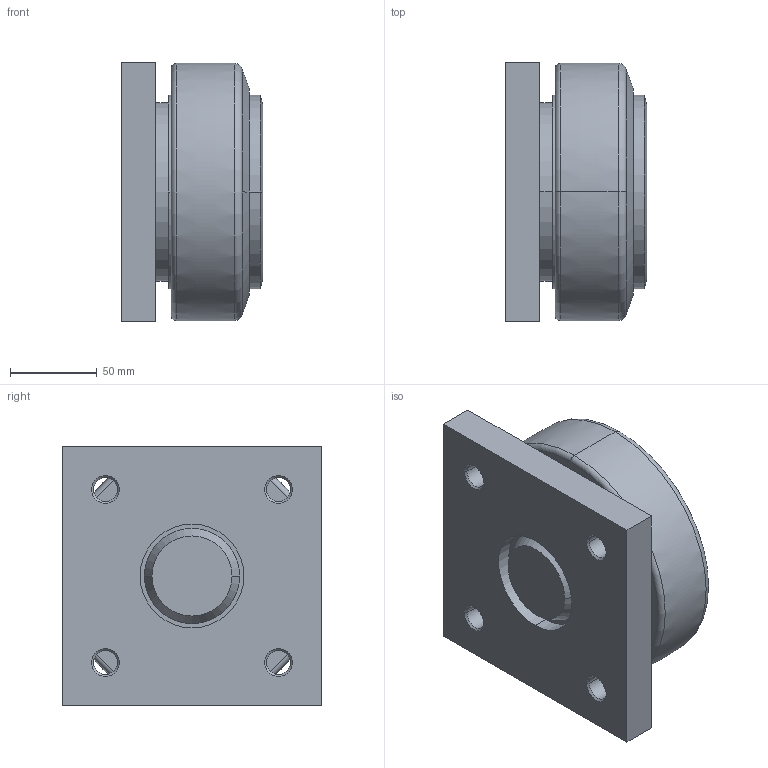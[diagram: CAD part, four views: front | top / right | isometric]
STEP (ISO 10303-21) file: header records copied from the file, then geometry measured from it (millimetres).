
FILE_DESCRIPTION(('STEP AP214'),'1');
FILE_NAME('201_016_000_without_distance_washer.stp','2021-05-26T03:54:36',('TraceParts'),('TraceParts S.A.'),'Spatial InterOp 3D',' ',' ');
FILE_SCHEMA(('AUTOMOTIVE_DESIGN { 1 0 10303 214 1 1 1 1 }'));
Length unit declared in the file: millimetre
Products named in the file (1): 201_016_000_without_distance_washer
Bounding box: 82 x 150 x 150 mm (x, y, z)
Volume: 1348111.7 mm3; surface area: 102823.5 mm2
Topology: 1 solids, 1 shells, 80 faces, 185 edges, 117 vertices
Faces by surface type: plane 28, cone 22, cylinder 20, torus 10
Entity records: 2323 total; most frequent: DIRECTION 442, CARTESIAN_POINT 383, ORIENTED_EDGE 370, EDGE_CURVE 185, AXIS2_PLACEMENT_3D 176, VERTEX_POINT 117, EDGE_LOOP 98, CIRCLE 95
